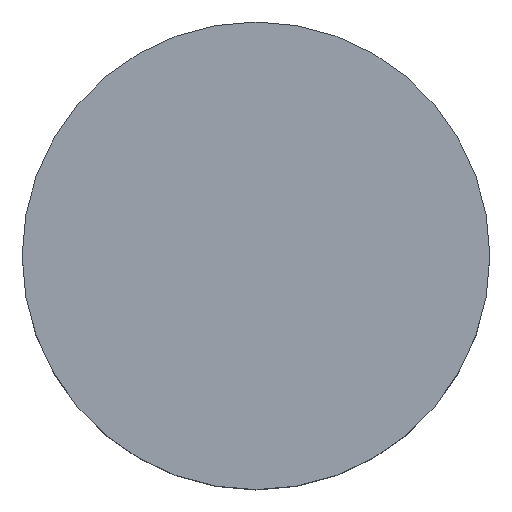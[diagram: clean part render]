
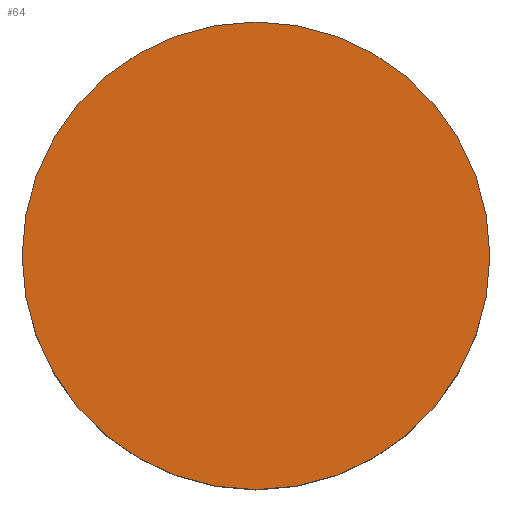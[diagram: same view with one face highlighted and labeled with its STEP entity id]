
A CAD part, top view. The second image highlights one B-rep face of the part: STEP entity #64.
In plain terms, the highlighted planar face has unit normal (0, 0, 1).
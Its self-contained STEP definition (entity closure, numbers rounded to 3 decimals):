
#24=FACE_OUTER_BOUND('',#30,.T.);
#30=EDGE_LOOP('',(#53));
#35=CIRCLE('',#94,2.5);
#39=VERTEX_POINT('',#128);
#43=EDGE_CURVE('',#39,#39,#35,.T.);
#53=ORIENTED_EDGE('',*,*,#43,.T.);
#60=PLANE('',#95);
#64=ADVANCED_FACE('',(#24),#60,.T.);
#94=AXIS2_PLACEMENT_3D('',#129,#109,#110);
#95=AXIS2_PLACEMENT_3D('',#131,#112,#113);
#109=DIRECTION('center_axis',(0.,0.,1.));
#110=DIRECTION('ref_axis',(1.,0.,0.));
#112=DIRECTION('center_axis',(0.,0.,1.));
#113=DIRECTION('ref_axis',(1.,0.,0.));
#128=CARTESIAN_POINT('',(-2.5,0.,9.4));
#129=CARTESIAN_POINT('Origin',(0.,0.,9.4));
#131=CARTESIAN_POINT('Origin',(0.,0.,9.4));
